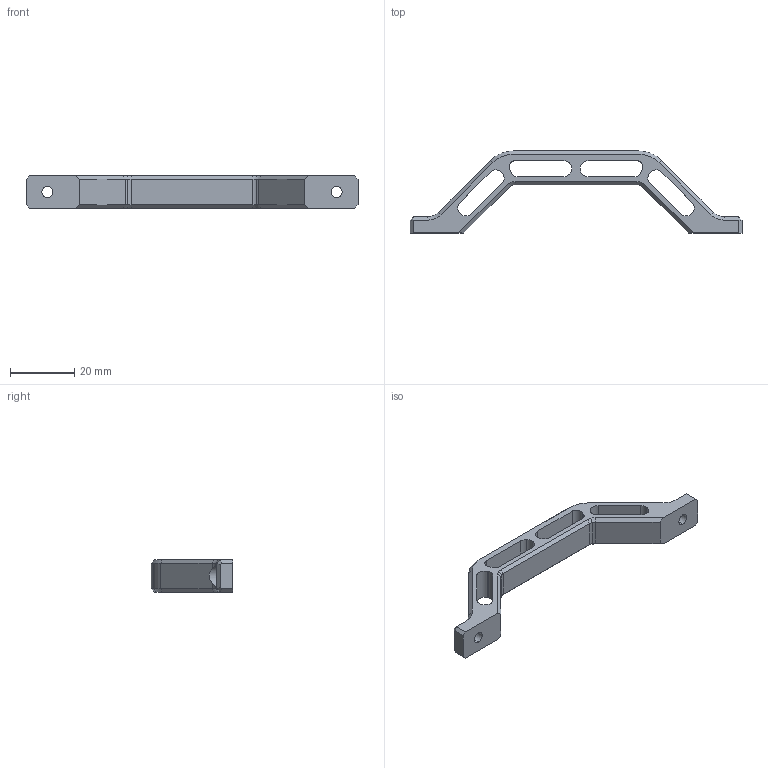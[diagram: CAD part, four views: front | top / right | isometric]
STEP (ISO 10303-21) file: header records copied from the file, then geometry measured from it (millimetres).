
FILE_DESCRIPTION (( 'STEP AP203' ), '1' );
FILE_NAME ('Door_Handle.STEP', '2023-04-26T10:21:54', ( '' ), ( '' ), 'SwSTEP 2.0', 'SolidWorks 2018', '' );
FILE_SCHEMA (( 'CONFIG_CONTROL_DESIGN' ));
Length unit declared in the file: millimetre
Products named in the file (1): Door_Handle
Bounding box: 103.28 x 25.5 x 10 mm (x, y, z)
Volume: 6778.8 mm3; surface area: 5495.3 mm2
Topology: 1 solids, 1 shells, 116 faces, 300 edges, 186 vertices
Faces by surface type: plane 54, cylinder 40, cone 22
Entity records: 3641 total; most frequent: CARTESIAN_POINT 673, DIRECTION 612, ORIENTED_EDGE 600, EDGE_CURVE 300, AXIS2_PLACEMENT_3D 209, LINE 194, VECTOR 194, VERTEX_POINT 186
